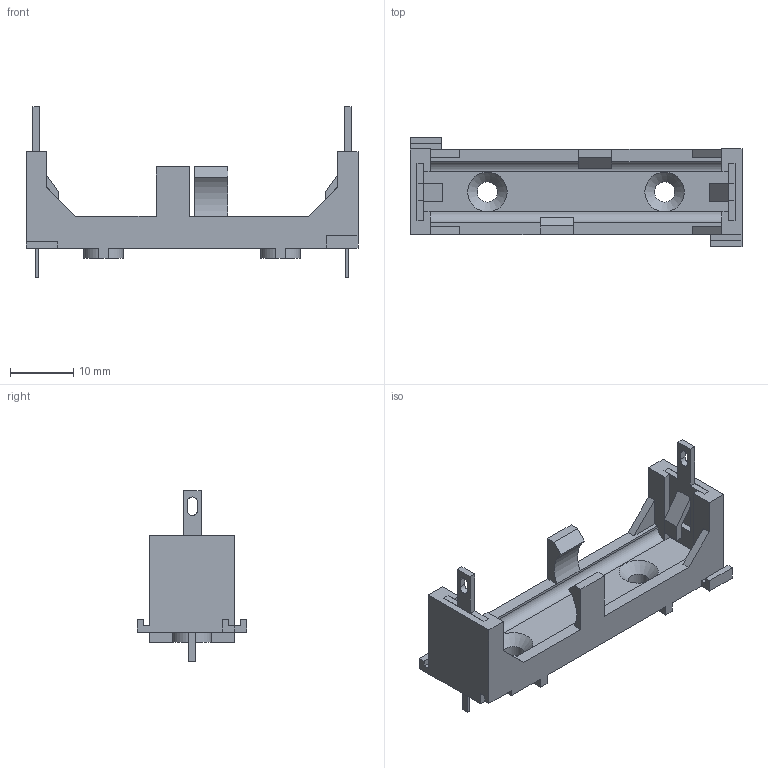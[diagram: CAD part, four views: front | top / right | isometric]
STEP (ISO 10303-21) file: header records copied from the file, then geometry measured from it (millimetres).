
FILE_DESCRIPTION(/* description */ (''),/* implementation_level */ '2;1');
FILE_NAME(/* name */ 'BATH_BULGIN_BX0034.stp',/* time_stamp */ '2016-03-31T12:47:13+02:00',/* author */ ('riccim'),/* organization */ ('SolidWorks'),/* preprocessor_version */ 'ST-DEVELOPER v15.5',/* originating_system */ 'AutoCAD Mechanical',/* authorisation */ ' ');
FILE_SCHEMA (('AUTOMOTIVE_DESIGN { 1 0 10303 214 3 1 1 }'));
Length unit declared in the file: millimetre
Products named in the file (1): Product
Bounding box: 52.3 x 17.3 x 26.9 mm (x, y, z)
Volume: 3112.3 mm3; surface area: 4689.5 mm2
Topology: 3 solids, 3 shells, 179 faces, 501 edges, 330 vertices
Faces by surface type: plane 163, cylinder 14, cone 2
Full cylindrical faces by diameter (mm): 3.2 x2
Entity records: 5698 total; most frequent: CARTESIAN_POINT 1007, ORIENTED_EDGE 994, DIRECTION 887, EDGE_CURVE 497, LINE 467, VECTOR 467, VERTEX_POINT 330, AXIS2_PLACEMENT_3D 210
